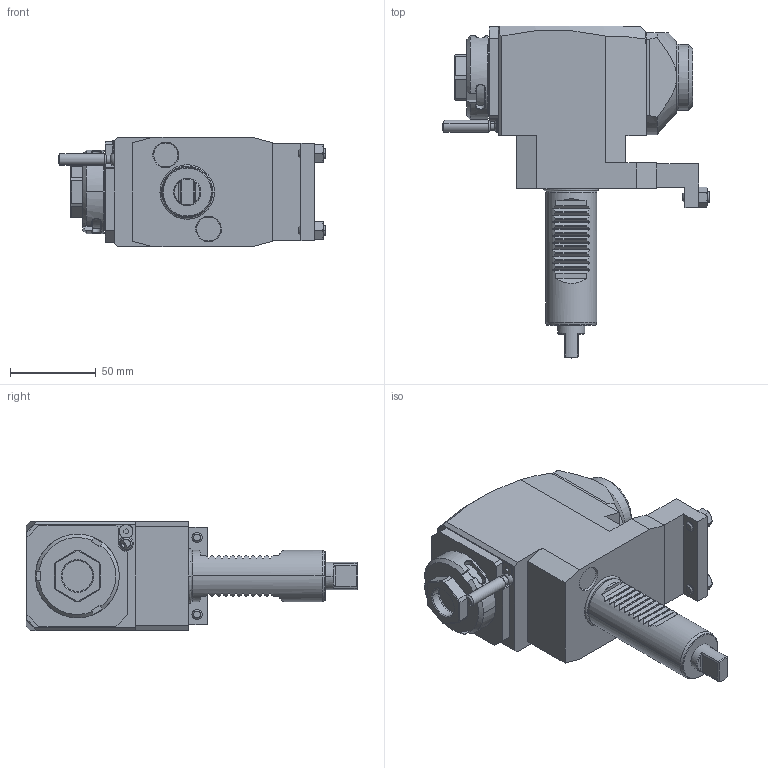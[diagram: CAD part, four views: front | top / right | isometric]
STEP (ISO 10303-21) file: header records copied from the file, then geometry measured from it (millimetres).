
FILE_DESCRIPTION((''),'2;1');
FILE_NAME('NGT1_30_225_25_3_3_65TDMG','2025-06-18T',('vali'),('NOVA GRUP'),'PRO/ENGINEER BY PARAMETRIC TECHNOLOGY CORPORATION, 2010280','PRO/ENGINEER BY PARAMETRIC TECHNOLOGY CORPORATION, 2010280','');
FILE_SCHEMA(('CONFIG_CONTROL_DESIGN'));
Length unit declared in the file: millimetre
Products named in the file (1): NGT1_30_225_25_3_3_65TDMG
Bounding box: 156.38 x 194 x 64 mm (x, y, z)
Volume: 660266.4 mm3; surface area: 62964.8 mm2
Topology: 1 solids, 1 shells, 452 faces, 1154 edges, 713 vertices
Faces by surface type: plane 238, cylinder 100, cone 82, bspline 24, torus 6, sphere 2
Entity records: 17425 total; most frequent: CARTESIAN_POINT 7134, ORIENTED_EDGE 2272, DIRECTION 1886, EDGE_CURVE 1136, VERTEX_POINT 713, AXIS2_PLACEMENT_3D 646, VECTOR 594, LINE 594
